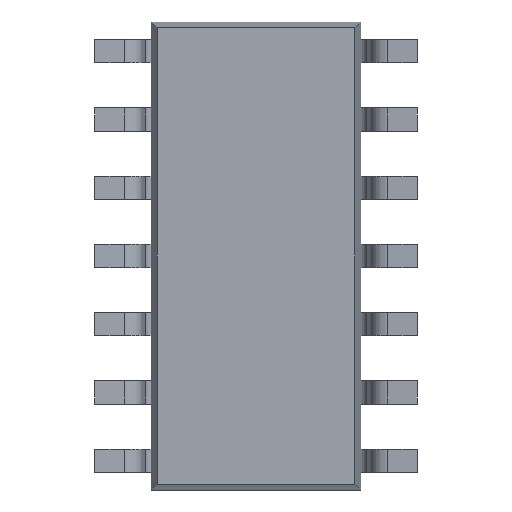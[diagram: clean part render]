
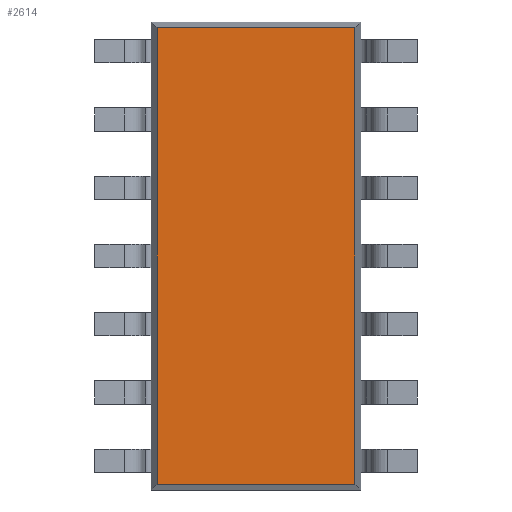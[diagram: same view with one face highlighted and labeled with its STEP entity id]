
A CAD part, front view. The second image highlights one B-rep face of the part: STEP entity #2614.
In plain terms, the highlighted planar face has unit normal (0, -1, 0).
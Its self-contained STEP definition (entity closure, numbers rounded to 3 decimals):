
#160 = ORIENTED_EDGE ( 'NONE', *, *, #7503, .T. ) ;
#249 = VERTEX_POINT ( 'NONE', #1957 ) ;
#824 = CARTESIAN_POINT ( 'NONE',  ( 0., 0.36, 4.245 ) ) ;
#1253 = VECTOR ( 'NONE', #3272, 1000. ) ;
#1330 = FACE_OUTER_BOUND ( 'NONE', #1578, .T. ) ;
#1578 = EDGE_LOOP ( 'NONE', ( #3618, #160, #4875, #5015 ) ) ;
#1957 = CARTESIAN_POINT ( 'NONE',  ( 1.84, 0.36, -4.245 ) ) ;
#2024 = DIRECTION ( 'NONE',  ( 1., 0., 0. ) ) ;
#2220 = EDGE_CURVE ( 'NONE', #3888, #6064, #5221, .T. ) ;
#2221 = DIRECTION ( 'NONE',  ( 0., 0., -1. ) ) ;
#2614 = ADVANCED_FACE ( 'NONE', ( #1330 ), #6852, .F. ) ;
#2665 = VECTOR ( 'NONE', #4947, 1000. ) ;
#2755 = CARTESIAN_POINT ( 'NONE',  ( 0., 0.36, 0. ) ) ;
#3272 = DIRECTION ( 'NONE',  ( -1., 0., 0. ) ) ;
#3289 = DIRECTION ( 'NONE',  ( 0., 1., 0. ) ) ;
#3369 = VECTOR ( 'NONE', #2221, 1000. ) ;
#3430 = CARTESIAN_POINT ( 'NONE',  ( -1.84, 0.36, 0. ) ) ;
#3618 = ORIENTED_EDGE ( 'NONE', *, *, #2220, .T. ) ;
#3873 = DIRECTION ( 'NONE',  ( 0., 0., 1. ) ) ;
#3888 = VERTEX_POINT ( 'NONE', #7642 ) ;
#4746 = CARTESIAN_POINT ( 'NONE',  ( 1.84, 0.36, 4.245 ) ) ;
#4786 = LINE ( 'NONE', #824, #1253 ) ;
#4875 = ORIENTED_EDGE ( 'NONE', *, *, #6393, .T. ) ;
#4921 = CARTESIAN_POINT ( 'NONE',  ( 1.84, 0.36, 0. ) ) ;
#4947 = DIRECTION ( 'NONE',  ( 0., 0., 1. ) ) ;
#5015 = ORIENTED_EDGE ( 'NONE', *, *, #7192, .T. ) ;
#5028 = VECTOR ( 'NONE', #2024, 1000. ) ;
#5221 = LINE ( 'NONE', #3430, #3369 ) ;
#5290 = VERTEX_POINT ( 'NONE', #4746 ) ;
#6064 = VERTEX_POINT ( 'NONE', #6958 ) ;
#6195 = LINE ( 'NONE', #4921, #2665 ) ;
#6393 = EDGE_CURVE ( 'NONE', #249, #5290, #6195, .T. ) ;
#6558 = AXIS2_PLACEMENT_3D ( 'NONE', #2755, #3289, #3873 ) ;
#6821 = LINE ( 'NONE', #7434, #5028 ) ;
#6852 = PLANE ( 'NONE',  #6558 ) ;
#6958 = CARTESIAN_POINT ( 'NONE',  ( -1.84, 0.36, -4.245 ) ) ;
#7192 = EDGE_CURVE ( 'NONE', #5290, #3888, #4786, .T. ) ;
#7434 = CARTESIAN_POINT ( 'NONE',  ( 0., 0.36, -4.245 ) ) ;
#7503 = EDGE_CURVE ( 'NONE', #6064, #249, #6821, .T. ) ;
#7642 = CARTESIAN_POINT ( 'NONE',  ( -1.84, 0.36, 4.245 ) ) ;
